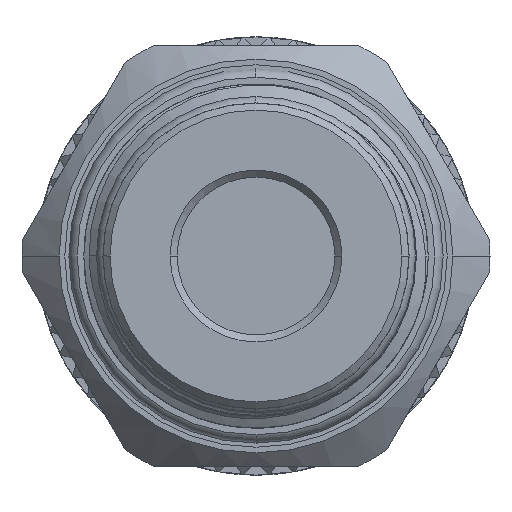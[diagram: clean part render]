
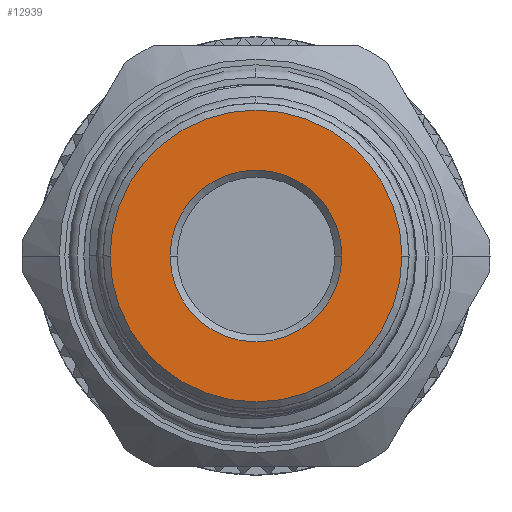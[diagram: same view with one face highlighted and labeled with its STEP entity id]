
A CAD part, left-side view. The second image highlights one B-rep face of the part: STEP entity #12939.
In plain terms, the highlighted planar face has unit normal (-1, 0, 0).
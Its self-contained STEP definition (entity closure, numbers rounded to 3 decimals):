
#417 = DIRECTION ( 'NONE',  ( 0., -1., 0. ) ) ;
#2356 = DIRECTION ( 'NONE',  ( 0., -1., 0. ) ) ;
#4675 = CARTESIAN_POINT ( 'NONE',  ( -37.8, 0., 0. ) ) ;
#4916 = AXIS2_PLACEMENT_3D ( 'NONE', #28956, #15405, #2356 ) ;
#4924 = CIRCLE ( 'NONE', #19173, 4.9 ) ;
#4965 = VERTEX_POINT ( 'NONE', #33093 ) ;
#5738 = VERTEX_POINT ( 'NONE', #7703 ) ;
#7118 = AXIS2_PLACEMENT_3D ( 'NONE', #9280, #25015, #27572 ) ;
#7703 = CARTESIAN_POINT ( 'NONE',  ( -37.8, -8.325, 0. ) ) ;
#8667 = EDGE_LOOP ( 'NONE', ( #21219, #27872 ) ) ;
#8704 = EDGE_CURVE ( 'NONE', #16349, #28173, #14007, .T. ) ;
#8927 = CARTESIAN_POINT ( 'NONE',  ( -37.8, 0., 0. ) ) ;
#9280 = CARTESIAN_POINT ( 'NONE',  ( -37.8, 0., 0. ) ) ;
#9895 = DIRECTION ( 'NONE',  ( 0., -1., 0. ) ) ;
#10702 = DIRECTION ( 'NONE',  ( 0., 1., 0. ) ) ;
#11007 = FACE_OUTER_BOUND ( 'NONE', #8667, .T. ) ;
#12939 = ADVANCED_FACE ( 'NONE', ( #16763, #11007 ), #18160, .F. ) ;
#14007 = CIRCLE ( 'NONE', #25442, 4.9 ) ;
#14716 = EDGE_CURVE ( 'NONE', #5738, #4965, #32405, .T. ) ;
#15405 = DIRECTION ( 'NONE',  ( 1., 0., 0. ) ) ;
#16333 = EDGE_CURVE ( 'NONE', #4965, #5738, #19934, .T. ) ;
#16349 = VERTEX_POINT ( 'NONE', #33111 ) ;
#16763 = FACE_BOUND ( 'NONE', #20900, .T. ) ;
#17413 = ORIENTED_EDGE ( 'NONE', *, *, #8704, .T. ) ;
#18160 = PLANE ( 'NONE',  #4916 ) ;
#18986 = DIRECTION ( 'NONE',  ( -1., 0., 0. ) ) ;
#19173 = AXIS2_PLACEMENT_3D ( 'NONE', #8927, #27945, #417 ) ;
#19934 = CIRCLE ( 'NONE', #7118, 8.325 ) ;
#20586 = EDGE_CURVE ( 'NONE', #28173, #16349, #4924, .T. ) ;
#20900 = EDGE_LOOP ( 'NONE', ( #17413, #32448 ) ) ;
#21219 = ORIENTED_EDGE ( 'NONE', *, *, #14716, .T. ) ;
#25015 = DIRECTION ( 'NONE',  ( -1., 0., 0. ) ) ;
#25442 = AXIS2_PLACEMENT_3D ( 'NONE', #4675, #33594, #9895 ) ;
#27572 = DIRECTION ( 'NONE',  ( 0., 1., 0. ) ) ;
#27872 = ORIENTED_EDGE ( 'NONE', *, *, #16333, .T. ) ;
#27945 = DIRECTION ( 'NONE',  ( 1., 0., 0. ) ) ;
#28173 = VERTEX_POINT ( 'NONE', #31893 ) ;
#28956 = CARTESIAN_POINT ( 'NONE',  ( -37.8, 0., 0. ) ) ;
#29444 = AXIS2_PLACEMENT_3D ( 'NONE', #31832, #18986, #10702 ) ;
#31832 = CARTESIAN_POINT ( 'NONE',  ( -37.8, 0., 0. ) ) ;
#31893 = CARTESIAN_POINT ( 'NONE',  ( -37.8, -4.9, 0. ) ) ;
#32405 = CIRCLE ( 'NONE', #29444, 8.325 ) ;
#32448 = ORIENTED_EDGE ( 'NONE', *, *, #20586, .T. ) ;
#33093 = CARTESIAN_POINT ( 'NONE',  ( -37.8, 8.325, 0. ) ) ;
#33111 = CARTESIAN_POINT ( 'NONE',  ( -37.8, 4.9, 0. ) ) ;
#33594 = DIRECTION ( 'NONE',  ( 1., 0., 0. ) ) ;
